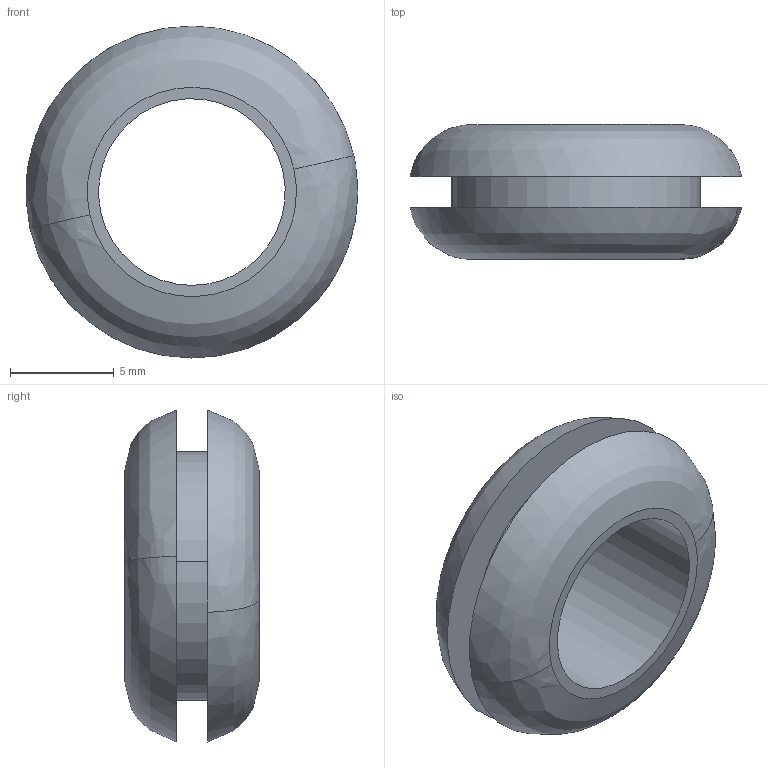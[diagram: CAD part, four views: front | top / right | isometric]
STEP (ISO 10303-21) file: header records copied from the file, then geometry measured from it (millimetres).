
FILE_DESCRIPTION( (''), '2;1');
FILE_NAME ('PC50.12492.TM_KG_16_CRUL_7944.stp','2019-12-19T11:13:17',(''),(''),'spGate 15.6.1','','');
FILE_SCHEMA (('AUTOMOTIVE_DESIGN'));
Length unit declared in the file: millimetre
Bounding box: 15.99 x 6.5 x 16 mm (x, y, z)
Volume: 594.3 mm3; surface area: 810.3 mm2
Topology: 1 solids, 1 shells, 12 faces, 36 edges, 28 vertices
Faces by surface type: plane 4, cylinder 4, bspline 4
Entity records: 813 total; most frequent: CARTESIAN_POINT 188, DIRECTION 72, ORIENTED_EDGE 72, COLOUR_RGB 49, PRESENTATION_STYLE_ASSIGNMENT 49, STYLED_ITEM 49, AXIS2_PLACEMENT_3D 36, EDGE_CURVE 36
